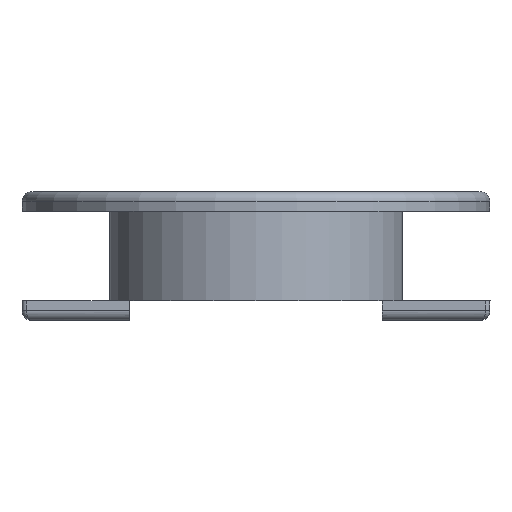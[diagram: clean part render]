
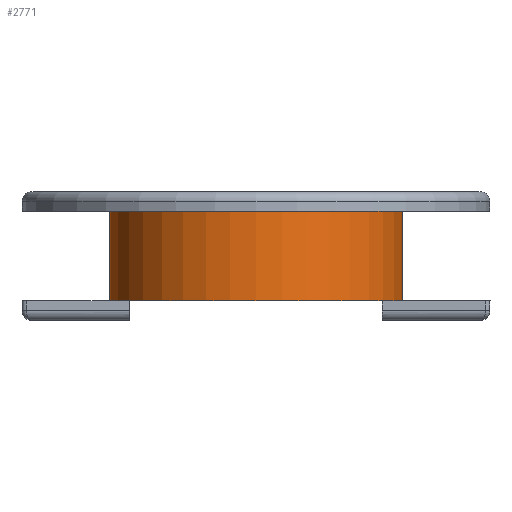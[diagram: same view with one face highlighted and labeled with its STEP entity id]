
A CAD part, front view. The second image highlights one B-rep face of the part: STEP entity #2771.
In plain terms, the highlighted cylindrical face has radius 16.447 mm (diameter 32.893 mm), a partial arc.
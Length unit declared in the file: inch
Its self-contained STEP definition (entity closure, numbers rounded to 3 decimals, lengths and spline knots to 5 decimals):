
#599=CARTESIAN_POINT('',(1.19868,-1.509,-0.11011));
#600=VERTEX_POINT('',#599);
#607=CARTESIAN_POINT('',(-0.09632,-1.509,-0.11011));
#608=VERTEX_POINT('',#607);
#609=CARTESIAN_POINT('',(0.55118,-1.509,-0.11011));
#610=DIRECTION('',(0.,0.,-1.));
#611=DIRECTION('',(0.,1.,0.));
#612=AXIS2_PLACEMENT_3D('',#609,#610,#611);
#613=CIRCLE('',#612,0.6475);
#614=EDGE_CURVE('',#600,#608,#613,.T.);
#2413=CARTESIAN_POINT('',(-0.09632,-1.509,0.28389));
#2414=VERTEX_POINT('',#2413);
#2415=CARTESIAN_POINT('',(1.19868,-1.509,0.28389));
#2416=VERTEX_POINT('',#2415);
#2417=CARTESIAN_POINT('',(0.55118,-1.509,0.28389));
#2418=DIRECTION('',(0.,0.,1.));
#2419=DIRECTION('',(0.,1.,0.));
#2420=AXIS2_PLACEMENT_3D('',#2417,#2418,#2419);
#2421=CIRCLE('',#2420,0.6475);
#2422=EDGE_CURVE('',#2414,#2416,#2421,.T.);
#2738=CARTESIAN_POINT('',(-0.09632,-1.509,0.28389));
#2739=DIRECTION('',(0.,0.,-1.));
#2740=VECTOR('',#2739,1.);
#2741=LINE('',#2738,#2740);
#2742=EDGE_CURVE('',#2414,#608,#2741,.T.);
#2755=ORIENTED_EDGE('',*,*,#2742,.T.);
#2756=ORIENTED_EDGE('',*,*,#614,.F.);
#2757=CARTESIAN_POINT('',(1.19868,-1.509,0.28389));
#2758=DIRECTION('',(0.,0.,-1.));
#2759=VECTOR('',#2758,1.);
#2760=LINE('',#2757,#2759);
#2761=EDGE_CURVE('',#2416,#600,#2760,.T.);
#2762=ORIENTED_EDGE('',*,*,#2761,.F.);
#2763=ORIENTED_EDGE('',*,*,#2422,.F.);
#2764=EDGE_LOOP('',(#2755,#2756,#2762,#2763));
#2765=FACE_OUTER_BOUND('',#2764,.T.);
#2766=CARTESIAN_POINT('',(0.55118,-1.509,0.28389));
#2767=DIRECTION('',(0.,0.,-1.));
#2768=DIRECTION('',(0.,1.,0.));
#2769=AXIS2_PLACEMENT_3D('',#2766,#2767,#2768);
#2770=CYLINDRICAL_SURFACE('',#2769,0.6475);
#2771=ADVANCED_FACE('',(#2765),#2770,.T.);
